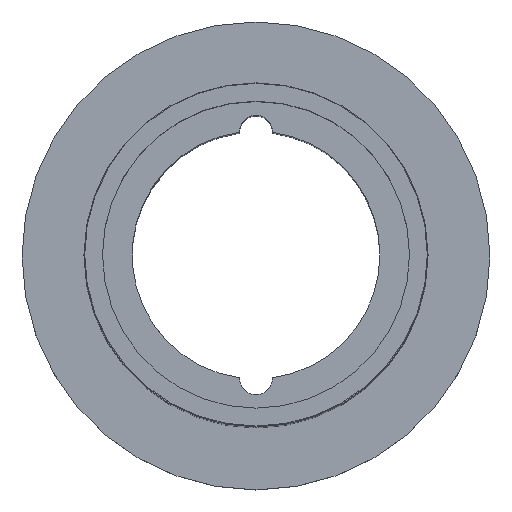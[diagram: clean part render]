
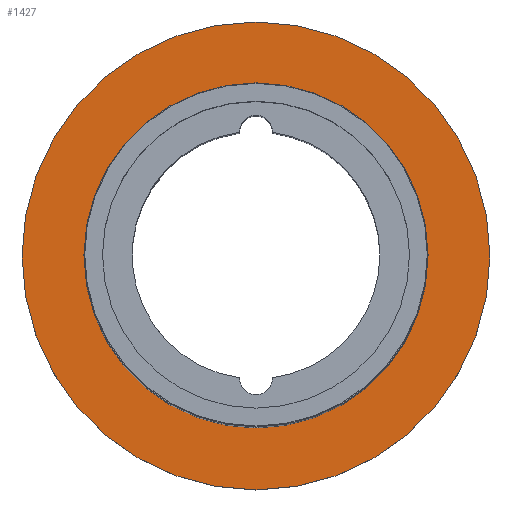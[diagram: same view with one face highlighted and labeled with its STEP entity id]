
A CAD part, top view. The second image highlights one B-rep face of the part: STEP entity #1427.
In plain terms, the highlighted planar face has unit normal (0, 0, 1).
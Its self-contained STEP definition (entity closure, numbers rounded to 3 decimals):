
#53 = PLANE ( 'NONE',  #314 ) ;
#66 = AXIS2_PLACEMENT_3D ( 'NONE', #371, #850, #230 ) ;
#95 = VERTEX_POINT ( 'NONE', #1155 ) ;
#97 = CIRCLE ( 'NONE', #1000, 12.5 ) ;
#145 = EDGE_CURVE ( 'NONE', #95, #601, #586, .T. ) ;
#183 = CARTESIAN_POINT ( 'NONE',  ( 12.5, 0., -53. ) ) ;
#230 = DIRECTION ( 'NONE',  ( 1., 0., 0. ) ) ;
#242 = AXIS2_PLACEMENT_3D ( 'NONE', #1650, #620, #383 ) ;
#295 = CARTESIAN_POINT ( 'NONE',  ( 0., 0., -53. ) ) ;
#314 = AXIS2_PLACEMENT_3D ( 'NONE', #809, #1071, #454 ) ;
#333 = VERTEX_POINT ( 'NONE', #183 ) ;
#371 = CARTESIAN_POINT ( 'NONE',  ( 0., 0., -53. ) ) ;
#383 = DIRECTION ( 'NONE',  ( 1., 0., 0. ) ) ;
#454 = DIRECTION ( 'NONE',  ( -1., 0., 0. ) ) ;
#458 = FACE_OUTER_BOUND ( 'NONE', #626, .T. ) ;
#506 = CIRCLE ( 'NONE', #66, 17. ) ;
#536 = ORIENTED_EDGE ( 'NONE', *, *, #145, .T. ) ;
#538 = EDGE_LOOP ( 'NONE', ( #1481, #1253 ) ) ;
#586 = CIRCLE ( 'NONE', #242, 17. ) ;
#601 = VERTEX_POINT ( 'NONE', #946 ) ;
#620 = DIRECTION ( 'NONE',  ( 0., 0., 1. ) ) ;
#626 = EDGE_LOOP ( 'NONE', ( #536, #687 ) ) ;
#675 = EDGE_CURVE ( 'NONE', #601, #95, #506, .T. ) ;
#687 = ORIENTED_EDGE ( 'NONE', *, *, #675, .T. ) ;
#727 = CIRCLE ( 'NONE', #840, 12.5 ) ;
#772 = DIRECTION ( 'NONE',  ( 0., 0., 1. ) ) ;
#809 = CARTESIAN_POINT ( 'NONE',  ( 0., 12.5, -53. ) ) ;
#840 = AXIS2_PLACEMENT_3D ( 'NONE', #1194, #1059, #1189 ) ;
#850 = DIRECTION ( 'NONE',  ( 0., 0., 1. ) ) ;
#906 = CARTESIAN_POINT ( 'NONE',  ( -12.5, 0., -53. ) ) ;
#922 = VERTEX_POINT ( 'NONE', #906 ) ;
#946 = CARTESIAN_POINT ( 'NONE',  ( -17., 0., -53. ) ) ;
#960 = FACE_BOUND ( 'NONE', #538, .T. ) ;
#1000 = AXIS2_PLACEMENT_3D ( 'NONE', #295, #772, #1170 ) ;
#1059 = DIRECTION ( 'NONE',  ( 0., 0., 1. ) ) ;
#1071 = DIRECTION ( 'NONE',  ( 0., 0., -1. ) ) ;
#1155 = CARTESIAN_POINT ( 'NONE',  ( 17., 0., -53. ) ) ;
#1170 = DIRECTION ( 'NONE',  ( 1., 0., 0. ) ) ;
#1189 = DIRECTION ( 'NONE',  ( 1., 0., 0. ) ) ;
#1194 = CARTESIAN_POINT ( 'NONE',  ( 0., 0., -53. ) ) ;
#1253 = ORIENTED_EDGE ( 'NONE', *, *, #1294, .F. ) ;
#1294 = EDGE_CURVE ( 'NONE', #922, #333, #97, .T. ) ;
#1393 = EDGE_CURVE ( 'NONE', #333, #922, #727, .T. ) ;
#1427 = ADVANCED_FACE ( 'NONE', ( #960, #458 ), #53, .F. ) ;
#1481 = ORIENTED_EDGE ( 'NONE', *, *, #1393, .F. ) ;
#1650 = CARTESIAN_POINT ( 'NONE',  ( 0., 0., -53. ) ) ;
